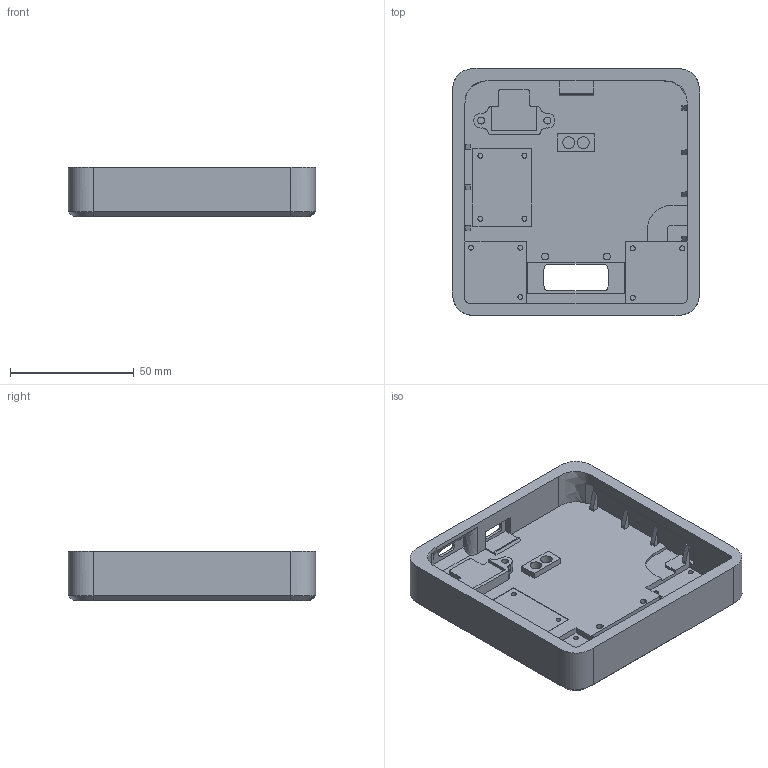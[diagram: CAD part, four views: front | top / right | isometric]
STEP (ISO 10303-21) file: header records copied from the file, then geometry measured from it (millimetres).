
FILE_DESCRIPTION(/* description */ ('STEP AP242','CAx-IF Rec.Pracs.---Representation and Presentation of Product Manufacturing Information (PMI)---4.0---2014-10-13','CAx-IF Rec.Pracs.---3D Tessellated Geometry---0.4---2014-09-14','2;1'),/* implementation_level */ '2;1');
FILE_NAME(/* name */ '68a2137088d9587ee670e868',/* time_stamp */ '2025-08-17T17:37:53Z',/* author */ (''),/* organization */ (''),/* preprocessor_version */ 'ST-DEVELOPER v20',/* originating_system */ 'ONSHAPE BY PTC INC, 1.202',/* authorisation */ ' ');
FILE_SCHEMA (('AP242_MANAGED_MODEL_BASED_3D_ENGINEERING_MIM_LF { 1 0 10303 442 1 1 4 }'));
Length unit declared in the file: metre
Products named in the file (1): Top
Bounding box: 100 x 100 x 20 mm (x, y, z)
Volume: 70039.9 mm3; surface area: 34794.5 mm2
Topology: 1 solids, 1 shells, 235 faces, 578 edges, 378 vertices
Faces by surface type: plane 162, cylinder 39, bspline 34
Full cylindrical faces by diameter (mm): 2 x10, 2.8 x4, 4.7 x2, 11.2 x2, 12 x2
Entity records: 7688 total; most frequent: CARTESIAN_POINT 2440, ORIENTED_EDGE 1116, DIRECTION 917, EDGE_CURVE 558, VERTEX_POINT 378, LINE 357, VECTOR 357, EDGE_LOOP 294
